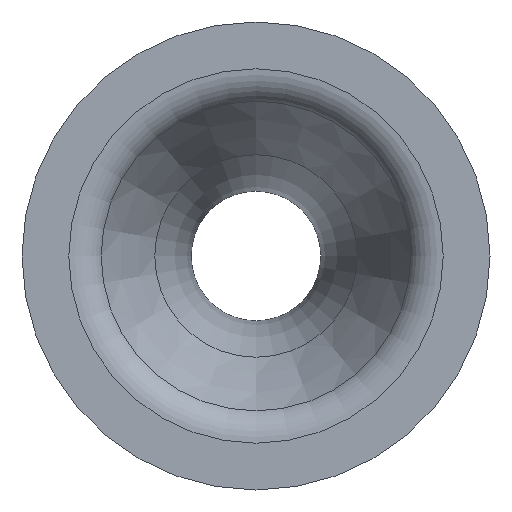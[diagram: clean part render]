
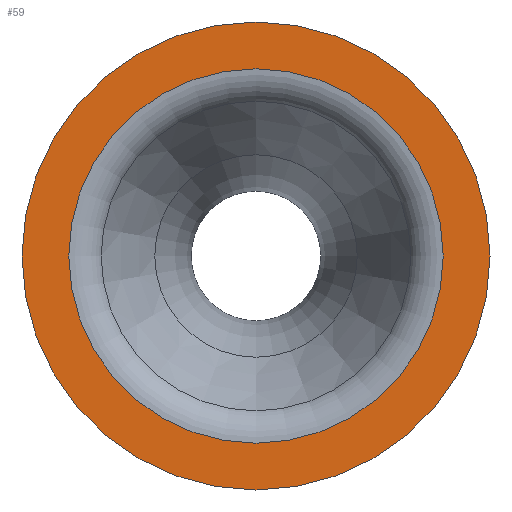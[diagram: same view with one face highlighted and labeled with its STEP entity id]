
A CAD part, left-side view. The second image highlights one B-rep face of the part: STEP entity #59.
In plain terms, the highlighted planar face has unit normal (-1, 0, 0).
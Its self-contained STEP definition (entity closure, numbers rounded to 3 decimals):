
#59 = ADVANCED_FACE( '', ( #124, #125 ), #126, .F. );
#124 = FACE_OUTER_BOUND( '', #183, .T. );
#125 = FACE_BOUND( '', #184, .T. );
#126 = PLANE( '', #185 );
#183 = EDGE_LOOP( '', ( #258 ) );
#184 = EDGE_LOOP( '', ( #259 ) );
#185 = AXIS2_PLACEMENT_3D( '', #260, #261, #262 );
#258 = ORIENTED_EDGE( '', *, *, #283, .T. );
#259 = ORIENTED_EDGE( '', *, *, #290, .F. );
#260 = CARTESIAN_POINT( '', ( -15., 0., 6.236 ) );
#261 = DIRECTION( '', ( 1., 0., 0. ) );
#262 = DIRECTION( '', ( 0., 0., -1. ) );
#283 = EDGE_CURVE( '', #317, #317, #318, .T. );
#290 = EDGE_CURVE( '', #327, #327, #328, .T. );
#317 = VERTEX_POINT( '', #356 );
#318 = CIRCLE( '', #357, 6.5 );
#327 = VERTEX_POINT( '', #366 );
#328 = CIRCLE( '', #367, 5.2 );
#356 = CARTESIAN_POINT( '', ( -15., 0., 6.5 ) );
#357 = AXIS2_PLACEMENT_3D( '', #397, #398, #399 );
#366 = CARTESIAN_POINT( '', ( -15., 0., 5.2 ) );
#367 = AXIS2_PLACEMENT_3D( '', #406, #407, #408 );
#397 = CARTESIAN_POINT( '', ( -15., 0., 0. ) );
#398 = DIRECTION( '', ( -1., 0., 0. ) );
#399 = DIRECTION( '', ( 0., 0., 1. ) );
#406 = CARTESIAN_POINT( '', ( -15., 0., 0. ) );
#407 = DIRECTION( '', ( -1., 0., 0. ) );
#408 = DIRECTION( '', ( 0., 0., 1. ) );
